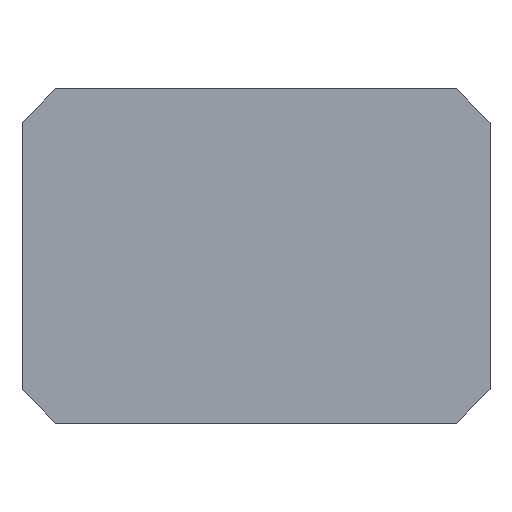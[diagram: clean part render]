
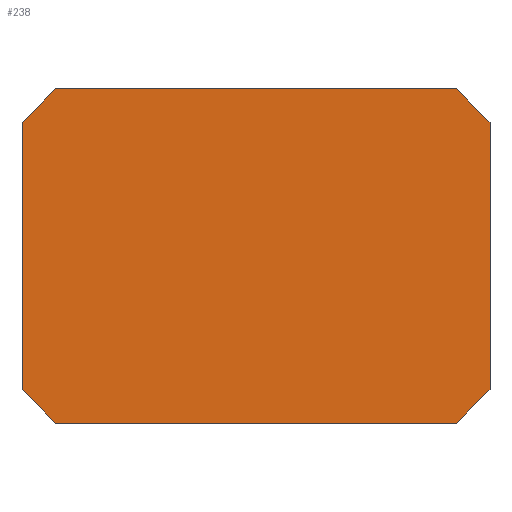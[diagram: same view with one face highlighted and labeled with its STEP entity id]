
A CAD part, front view. The second image highlights one B-rep face of the part: STEP entity #238.
In plain terms, the highlighted planar face has unit normal (0, -1, 0).
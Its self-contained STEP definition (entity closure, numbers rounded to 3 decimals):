
#100=VERTEX_POINT('',#268);
#120=VERTEX_POINT('',#289);
#122=EDGE_CURVE('',#160,#100,#291,.T.);
#148=VERTEX_POINT('',#322);
#154=EDGE_CURVE('',#148,#120,#329,.T.);
#158=EDGE_CURVE('',#176,#148,#333,.T.);
#160=VERTEX_POINT('',#335);
#164=EDGE_CURVE('',#120,#160,#339,.T.);
#172=EDGE_CURVE('',#198,#176,#347,.T.);
#176=VERTEX_POINT('',#351);
#182=EDGE_CURVE('',#214,#198,#357,.T.);
#198=VERTEX_POINT('',#374);
#202=EDGE_CURVE('',#246,#214,#378,.T.);
#214=VERTEX_POINT('',#392);
#238=ADVANCED_FACE('',(#420),#421,.T.);
#242=EDGE_CURVE('',#100,#246,#427,.T.);
#246=VERTEX_POINT('',#432);
#268=CARTESIAN_POINT('',(7.0,-11.0,1.0));
#289=CARTESIAN_POINT('',(6.0,-11.0,10.0));
#291=LINE('',#475,#476);
#322=CARTESIAN_POINT('',(-6.0,-11.0,10.0));
#329=LINE('',#522,#523);
#333=LINE('',#530,#531);
#335=CARTESIAN_POINT('',(7.0,-11.0,9.0));
#339=LINE('',#539,#540);
#347=LINE('',#555,#556);
#351=CARTESIAN_POINT('',(-7.0,-11.0,9.0));
#357=LINE('',#571,#572);
#374=CARTESIAN_POINT('',(-7.0,-11.0,1.0));
#378=LINE('',#600,#601);
#392=CARTESIAN_POINT('',(-6.0,-11.0,0.0));
#420=FACE_OUTER_BOUND('',#653,.T.);
#421=PLANE('',#654);
#427=LINE('',#661,#662);
#432=CARTESIAN_POINT('',(6.0,-11.0,0.0));
#475=CARTESIAN_POINT('',(7.0,-11.0,1.0));
#476=VECTOR('',#696,1.0);
#522=CARTESIAN_POINT('',(6.0,-11.0,10.0));
#523=VECTOR('',#749,1.0);
#530=CARTESIAN_POINT('',(-6.0,-11.0,10.0));
#531=VECTOR('',#751,1.0);
#539=CARTESIAN_POINT('',(7.0,-11.0,9.0));
#540=VECTOR('',#755,1.0);
#555=CARTESIAN_POINT('',(-7.0,-11.0,9.0));
#556=VECTOR('',#759,1.0);
#571=CARTESIAN_POINT('',(-7.0,-11.0,1.0));
#572=VECTOR('',#762,1.0);
#600=CARTESIAN_POINT('',(-6.0,-11.0,0.0));
#601=VECTOR('',#779,1.0);
#653=EDGE_LOOP('',(#826,#827,#828,#829,#830,#831,#832,#833));
#654=AXIS2_PLACEMENT_3D('',#834,#835,#836);
#661=CARTESIAN_POINT('',(6.0,-11.0,0.0));
#662=VECTOR('',#847,1.0);
#696=DIRECTION('',(0.0,0.,-1.0));
#749=DIRECTION('',(1.0,0.0,0.0));
#751=DIRECTION('',(0.707,0.,0.707));
#755=DIRECTION('',(0.707,0.,-0.707));
#759=DIRECTION('',(0.0,0.,1.0));
#762=DIRECTION('',(-0.707,0.,0.707));
#779=DIRECTION('',(-1.0,0.0,0.0));
#826=ORIENTED_EDGE('',*,*,#242,.F.);
#827=ORIENTED_EDGE('',*,*,#122,.F.);
#828=ORIENTED_EDGE('',*,*,#164,.F.);
#829=ORIENTED_EDGE('',*,*,#154,.F.);
#830=ORIENTED_EDGE('',*,*,#158,.F.);
#831=ORIENTED_EDGE('',*,*,#172,.F.);
#832=ORIENTED_EDGE('',*,*,#182,.F.);
#833=ORIENTED_EDGE('',*,*,#202,.F.);
#834=CARTESIAN_POINT('',(0.0,-11.0,5.));
#835=DIRECTION('',(0.0,-1.0,0.));
#836=DIRECTION('',(1.0,0.0,0.0));
#847=DIRECTION('',(-0.707,0.,-0.707));
